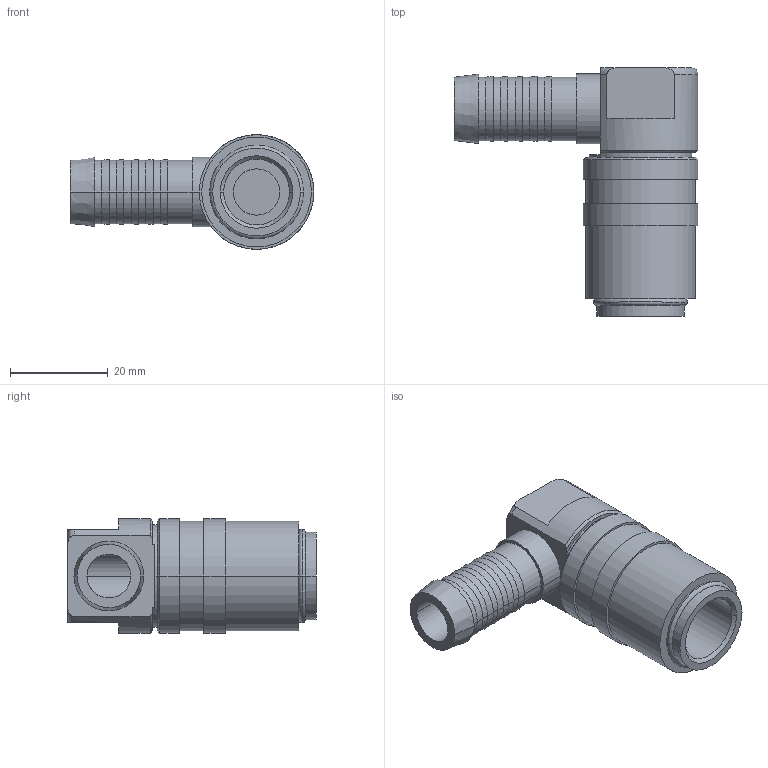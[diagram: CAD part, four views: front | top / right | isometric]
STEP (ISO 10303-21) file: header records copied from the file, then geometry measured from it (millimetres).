
FILE_DESCRIPTION(('STEP AP214'),'1');
FILE_NAME('eshe_13_tl-90.stp','2020-04-22T06:06:56',('TraceParts'),('TraceParts S.A.'),'Spatial InterOp 3D',' ',' ');
FILE_SCHEMA(('automotive_design'));
Length unit declared in the file: millimetre
Products named in the file (1): 1
Bounding box: 49.98 x 51 x 23.5 mm (x, y, z)
Volume: 16960.9 mm3; surface area: 8442.7 mm2
Topology: 1 solids, 1 shells, 83 faces, 182 edges, 115 vertices
Faces by surface type: cylinder 34, plane 24, cone 18, torus 7
Entity records: 3399 total; most frequent: CARTESIAN_POINT 812, DIRECTION 443, ORIENTED_EDGE 364, AXIS2_PLACEMENT_3D 188, EDGE_CURVE 182, VERTEX_POINT 115, CIRCLE 104, EDGE_LOOP 99
